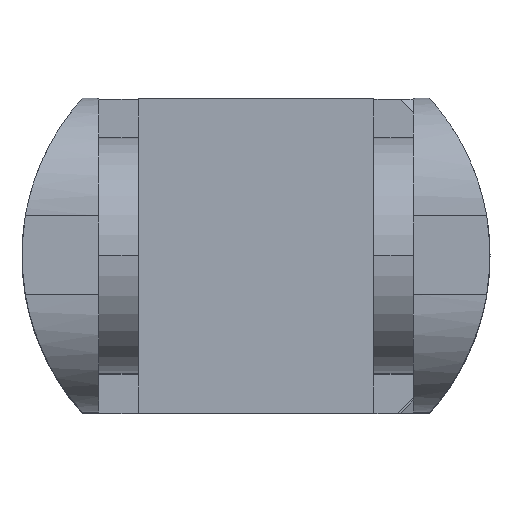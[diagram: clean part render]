
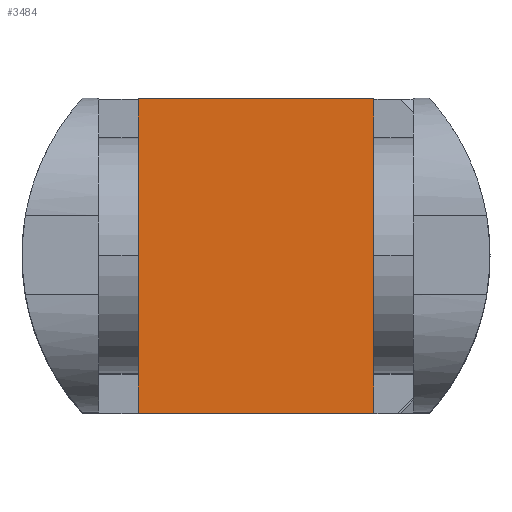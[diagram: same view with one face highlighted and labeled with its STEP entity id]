
A CAD part, top view. The second image highlights one B-rep face of the part: STEP entity #3484.
In plain terms, the highlighted planar face has unit normal (0, 0, 1).
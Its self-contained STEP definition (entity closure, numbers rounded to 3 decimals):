
#531=FACE_OUTER_BOUND('',#726,.T.);
#726=EDGE_LOOP('',(#2728,#2729,#2730,#2731,#2732,#2733,#2734,#2735));
#860=LINE('',#4451,#1090);
#867=LINE('',#4466,#1097);
#878=LINE('',#4498,#1108);
#881=LINE('',#4504,#1111);
#923=LINE('',#5486,#1153);
#958=LINE('',#6094,#1188);
#1011=LINE('',#6620,#1241);
#1017=LINE('',#6632,#1247);
#1090=VECTOR('',#3863,10.);
#1097=VECTOR('',#3874,10.);
#1108=VECTOR('',#3891,10.);
#1111=VECTOR('',#3896,10.);
#1153=VECTOR('',#3966,10.);
#1188=VECTOR('',#4027,10.);
#1241=VECTOR('',#4136,10.);
#1247=VECTOR('',#4150,10.);
#1326=VERTEX_POINT('',#4449);
#1327=VERTEX_POINT('',#4450);
#1332=VERTEX_POINT('',#4464);
#1333=VERTEX_POINT('',#4465);
#1343=VERTEX_POINT('',#4496);
#1344=VERTEX_POINT('',#4497);
#1345=VERTEX_POINT('',#4502);
#1346=VERTEX_POINT('',#4503);
#1706=EDGE_CURVE('',#1326,#1327,#860,.T.);
#1713=EDGE_CURVE('',#1332,#1333,#867,.T.);
#1725=EDGE_CURVE('',#1343,#1344,#878,.T.);
#1728=EDGE_CURVE('',#1345,#1346,#881,.T.);
#1839=EDGE_CURVE('',#1343,#1327,#923,.T.);
#1922=EDGE_CURVE('',#1332,#1346,#958,.T.);
#2023=EDGE_CURVE('',#1333,#1326,#1011,.T.);
#2030=EDGE_CURVE('',#1344,#1345,#1017,.T.);
#2728=ORIENTED_EDGE('',*,*,#1706,.T.);
#2729=ORIENTED_EDGE('',*,*,#1839,.F.);
#2730=ORIENTED_EDGE('',*,*,#1725,.T.);
#2731=ORIENTED_EDGE('',*,*,#2030,.T.);
#2732=ORIENTED_EDGE('',*,*,#1728,.T.);
#2733=ORIENTED_EDGE('',*,*,#1922,.F.);
#2734=ORIENTED_EDGE('',*,*,#1713,.T.);
#2735=ORIENTED_EDGE('',*,*,#2023,.T.);
#3375=PLANE('',#3703);
#3484=ADVANCED_FACE('',(#531),#3375,.T.);
#3703=AXIS2_PLACEMENT_3D('',#6640,#4161,#4162);
#3863=DIRECTION('',(0.,-1.,0.));
#3874=DIRECTION('',(0.,-1.,0.));
#3891=DIRECTION('',(0.,1.,0.));
#3896=DIRECTION('',(0.,1.,0.));
#3966=DIRECTION('',(-1.,0.,0.));
#4027=DIRECTION('',(1.,0.,0.));
#4136=DIRECTION('',(0.,-1.,0.));
#4150=DIRECTION('',(0.,1.,0.));
#4161=DIRECTION('center_axis',(0.,0.,
1.));
#4162=DIRECTION('ref_axis',(0.,1.,0.));
#4449=CARTESIAN_POINT('',(-5.996,-5.57,17.239));
#4450=CARTESIAN_POINT('',(-5.996,-7.57,17.239));
#4451=CARTESIAN_POINT('',(-5.996,-3.57,17.239));
#4464=CARTESIAN_POINT('',(-5.996,8.43,17.239));
#4465=CARTESIAN_POINT('',(-5.996,6.43,17.239));
#4466=CARTESIAN_POINT('',(-5.996,3.43,17.239));
#4496=CARTESIAN_POINT('',(6.004,-7.57,17.239));
#4497=CARTESIAN_POINT('',(6.004,-5.57,17.239));
#4498=CARTESIAN_POINT('',(6.004,-2.57,17.239));
#4502=CARTESIAN_POINT('',(6.004,6.43,17.239));
#4503=CARTESIAN_POINT('',(6.004,8.43,17.239));
#4504=CARTESIAN_POINT('',(6.004,4.43,17.239));
#5486=CARTESIAN_POINT('',(5.004,-7.57,17.239));
#6094=CARTESIAN_POINT('',(-4.996,8.43,17.239));
#6620=CARTESIAN_POINT('',(-5.996,6.43,17.239));
#6632=CARTESIAN_POINT('',(6.004,-5.57,17.239));
#6640=CARTESIAN_POINT('Origin',(0.004,0.43,17.239));
